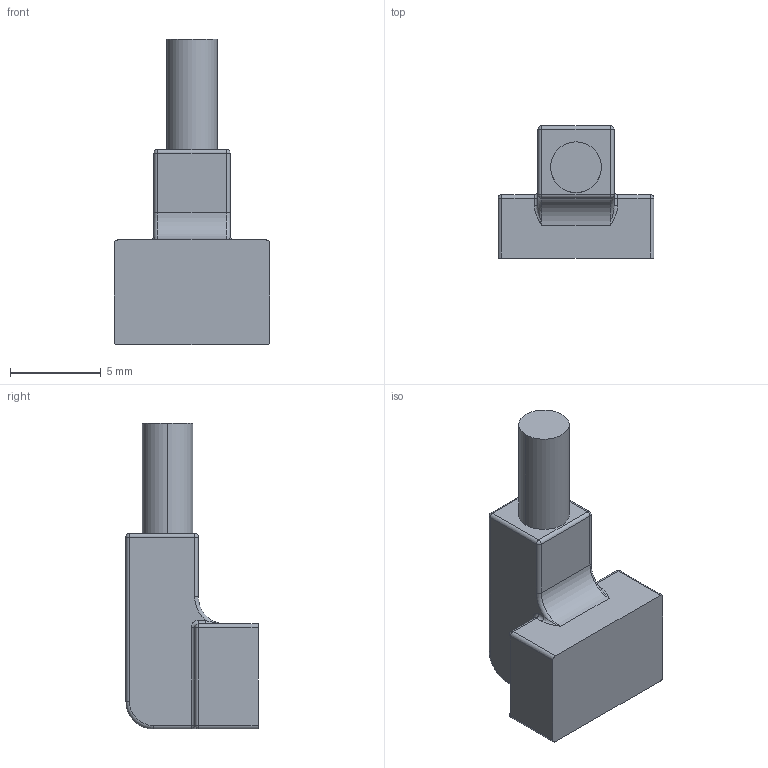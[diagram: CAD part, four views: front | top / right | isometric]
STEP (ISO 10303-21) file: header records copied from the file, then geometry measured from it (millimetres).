
FILE_DESCRIPTION (( 'STEP AP214' ), '1' );
FILE_NAME ('Led Guide2V4.STEP', '2013-08-29T10:48:26', ( 'Master' ), ( '' ), 'SwSTEP 2.0', 'SolidWorks 2010', '' );
FILE_SCHEMA (( 'AUTOMOTIVE_DESIGN' ));
Length unit declared in the file: millimetre
Products named in the file (1): Led Guide2V4
Bounding box: 8.6 x 7.3 x 16.9 mm (x, y, z)
Volume: 388.1 mm3; surface area: 398 mm2
Topology: 1 solids, 1 shells, 59 faces, 136 edges, 70 vertices
Faces by surface type: cylinder 28, plane 13, sphere 8, torus 8, bspline 2
Entity records: 2177 total; most frequent: CARTESIAN_POINT 372, DIRECTION 302, ORIENTED_EDGE 252, EDGE_CURVE 126, AXIS2_PLACEMENT_3D 122, VERTEX_POINT 70, CIRCLE 64, EDGE_LOOP 60
